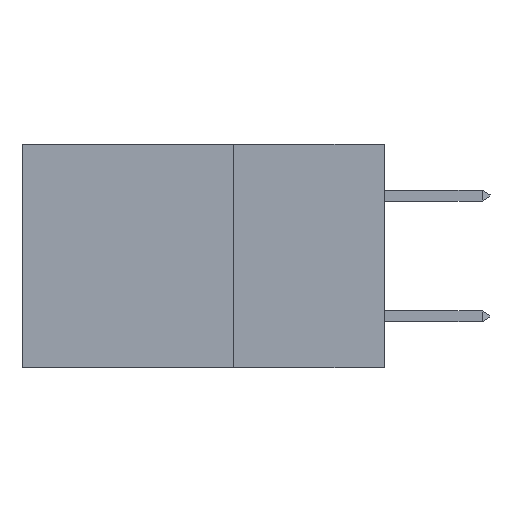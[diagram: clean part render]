
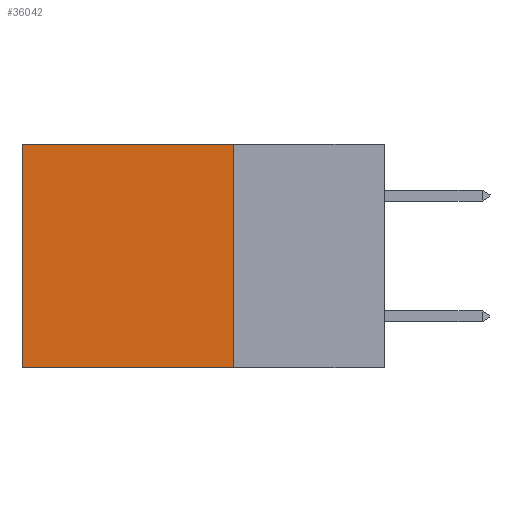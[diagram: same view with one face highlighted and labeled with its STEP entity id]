
A CAD part, left-side view. The second image highlights one B-rep face of the part: STEP entity #36042.
In plain terms, the highlighted planar face has unit normal (-1, 0, 0).
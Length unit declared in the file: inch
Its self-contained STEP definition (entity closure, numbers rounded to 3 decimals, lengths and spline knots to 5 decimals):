
#576 = CARTESIAN_POINT ( 'NONE',  ( 0.2875, 0.25, 0. ) ) ;
#1001 = CARTESIAN_POINT ( 'NONE',  ( 0.2875, 0.25, 0. ) ) ;
#4360 = EDGE_CURVE ( 'NONE', #38129, #18808, #14640, .T. ) ;
#4680 = ORIENTED_EDGE ( 'NONE', *, *, #40647, .T. ) ;
#4741 = VECTOR ( 'NONE', #23793, 39.37008 ) ;
#6967 = ORIENTED_EDGE ( 'NONE', *, *, #27830, .T. ) ;
#9010 = DIRECTION ( 'NONE',  ( 0., 0., -1. ) ) ;
#13116 = DIRECTION ( 'NONE',  ( 0., 0., -1. ) ) ;
#14640 = LINE ( 'NONE', #22791, #38225 ) ;
#16328 = PLANE ( 'NONE',  #37470 ) ;
#16454 = CARTESIAN_POINT ( 'NONE',  ( 0.2875, 0.25, -0.37 ) ) ;
#18808 = VERTEX_POINT ( 'NONE', #29936 ) ;
#19443 = EDGE_LOOP ( 'NONE', ( #6967, #34235, #32214, #4680 ) ) ;
#19691 = VECTOR ( 'NONE', #22819, 39.37008 ) ;
#21086 = EDGE_CURVE ( 'NONE', #34808, #38129, #30749, .T. ) ;
#21921 = LINE ( 'NONE', #1001, #4741 ) ;
#22791 = CARTESIAN_POINT ( 'NONE',  ( 0.2875, 0.25, -0.37 ) ) ;
#22819 = DIRECTION ( 'NONE',  ( 0., 0., -1. ) ) ;
#23793 = DIRECTION ( 'NONE',  ( 0., 1., 0. ) ) ;
#26007 = DIRECTION ( 'NONE',  ( 1., 0., 0. ) ) ;
#27830 = EDGE_CURVE ( 'NONE', #28174, #18808, #28270, .T. ) ;
#28174 = VERTEX_POINT ( 'NONE', #29941 ) ;
#28270 = LINE ( 'NONE', #28309, #34244 ) ;
#28309 = CARTESIAN_POINT ( 'NONE',  ( 0.2875, 0.6, 0. ) ) ;
#29936 = CARTESIAN_POINT ( 'NONE',  ( 0.2875, 0.6, -0.37 ) ) ;
#29941 = CARTESIAN_POINT ( 'NONE',  ( 0.2875, 0.6, 0. ) ) ;
#30203 = CARTESIAN_POINT ( 'NONE',  ( 0.2875, 0.25, 0. ) ) ;
#30749 = LINE ( 'NONE', #576, #19691 ) ;
#32095 = DIRECTION ( 'NONE',  ( 0., 1., 0. ) ) ;
#32214 = ORIENTED_EDGE ( 'NONE', *, *, #21086, .F. ) ;
#32350 = CARTESIAN_POINT ( 'NONE',  ( 0.2875, 0.25, 0. ) ) ;
#34235 = ORIENTED_EDGE ( 'NONE', *, *, #4360, .F. ) ;
#34244 = VECTOR ( 'NONE', #9010, 39.37008 ) ;
#34808 = VERTEX_POINT ( 'NONE', #30203 ) ;
#36042 = ADVANCED_FACE ( 'NONE', ( #40453 ), #16328, .F. ) ;
#37470 = AXIS2_PLACEMENT_3D ( 'NONE', #32350, #26007, #13116 ) ;
#38129 = VERTEX_POINT ( 'NONE', #16454 ) ;
#38225 = VECTOR ( 'NONE', #32095, 39.37008 ) ;
#40453 = FACE_OUTER_BOUND ( 'NONE', #19443, .T. ) ;
#40647 = EDGE_CURVE ( 'NONE', #34808, #28174, #21921, .T. ) ;
